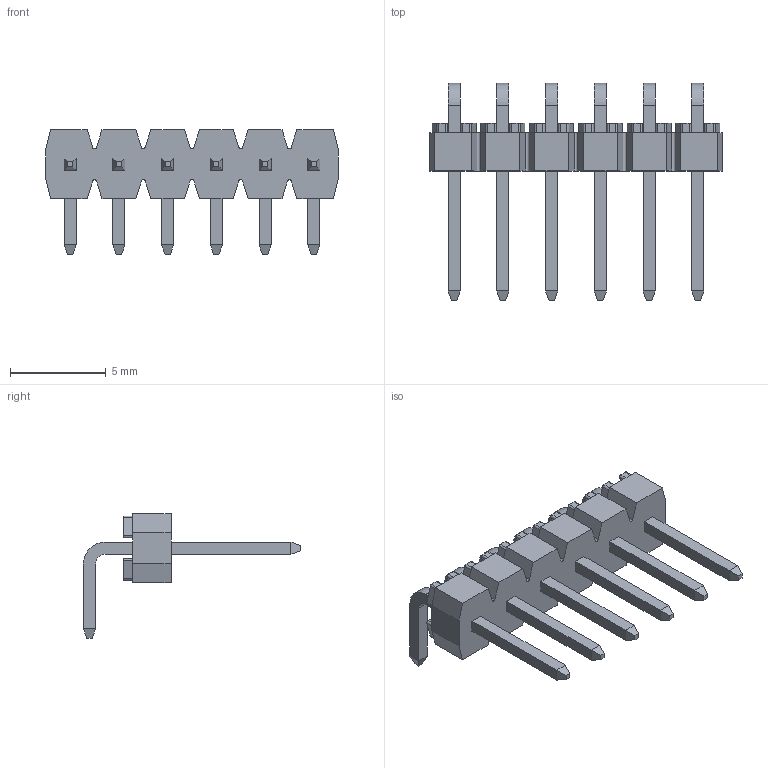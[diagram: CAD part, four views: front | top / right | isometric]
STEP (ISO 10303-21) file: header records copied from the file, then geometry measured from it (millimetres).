
FILE_DESCRIPTION((''),'2;1');
FILE_NAME('901210766','2013-07-17T',('me'),(''),'PRO/ENGINEER BY PARAMETRIC TECHNOLOGY CORPORATION, 2011490','PRO/ENGINEER BY PARAMETRIC TECHNOLOGY CORPORATION, 2011490','');
FILE_SCHEMA(('CONFIG_CONTROL_DESIGN'));
Length unit declared in the file: millimetre
Products named in the file (1): 901210766
Bounding box: 15.24 x 11.32 x 6.5 mm (x, y, z)
Volume: 138.2 mm3; surface area: 436.7 mm2
Topology: 1 solids, 1 shells, 398 faces, 1032 edges, 672 vertices
Faces by surface type: plane 280, cylinder 118
Entity records: 12106 total; most frequent: CARTESIAN_POINT 2102, DIRECTION 2064, ORIENTED_EDGE 2064, EDGE_CURVE 1032, VECTOR 796, LINE 796, VERTEX_POINT 672, AXIS2_PLACEMENT_3D 634
